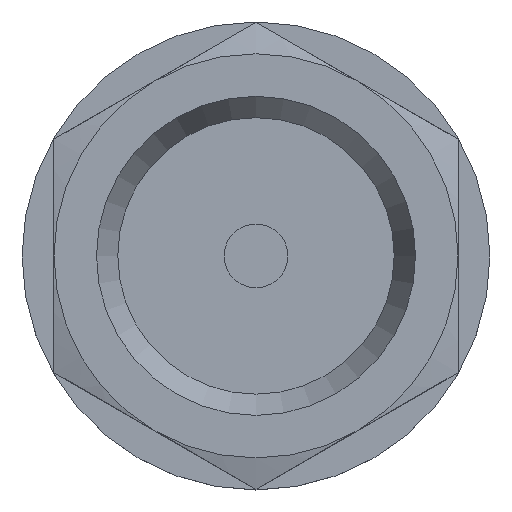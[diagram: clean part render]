
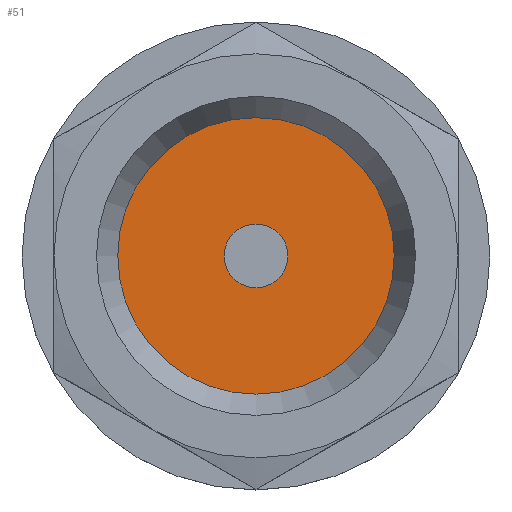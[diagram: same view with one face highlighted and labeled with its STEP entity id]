
A CAD part, top view. The second image highlights one B-rep face of the part: STEP entity #51.
In plain terms, the highlighted planar face has unit normal (0, 0, 1).
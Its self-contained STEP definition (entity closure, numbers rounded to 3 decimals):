
#51 = ADVANCED_FACE( '', ( #119, #120 ), #121, .T. );
#119 = FACE_OUTER_BOUND( '', #212, .T. );
#120 = FACE_BOUND( '', #213, .T. );
#121 = PLANE( '', #214 );
#212 = EDGE_LOOP( '', ( #305 ) );
#213 = EDGE_LOOP( '', ( #306 ) );
#214 = AXIS2_PLACEMENT_3D( '', #307, #308, #309 );
#305 = ORIENTED_EDGE( '', *, *, #484, .T. );
#306 = ORIENTED_EDGE( '', *, *, #485, .F. );
#307 = CARTESIAN_POINT( '', ( 0., 0., 10. ) );
#308 = DIRECTION( '', ( 0., 0., 1. ) );
#309 = DIRECTION( '', ( 1., 0., 0. ) );
#484 = EDGE_CURVE( '', #555, #555, #556, .T. );
#485 = EDGE_CURVE( '', #557, #557, #558, .T. );
#555 = VERTEX_POINT( '', #663 );
#556 = CIRCLE( '', #664, 6.5 );
#557 = VERTEX_POINT( '', #665 );
#558 = CIRCLE( '', #666, 1.5 );
#663 = CARTESIAN_POINT( '', ( 6.5, 0., 10. ) );
#664 = AXIS2_PLACEMENT_3D( '', #808, #809, #810 );
#665 = CARTESIAN_POINT( '', ( 1.5, 0., 10. ) );
#666 = AXIS2_PLACEMENT_3D( '', #811, #812, #813 );
#808 = CARTESIAN_POINT( '', ( 0., 0., 10. ) );
#809 = DIRECTION( '', ( 0., 0., 1. ) );
#810 = DIRECTION( '', ( 1., 0., 0. ) );
#811 = CARTESIAN_POINT( '', ( 0., 0., 10. ) );
#812 = DIRECTION( '', ( 0., 0., 1. ) );
#813 = DIRECTION( '', ( 1., 0., 0. ) );
